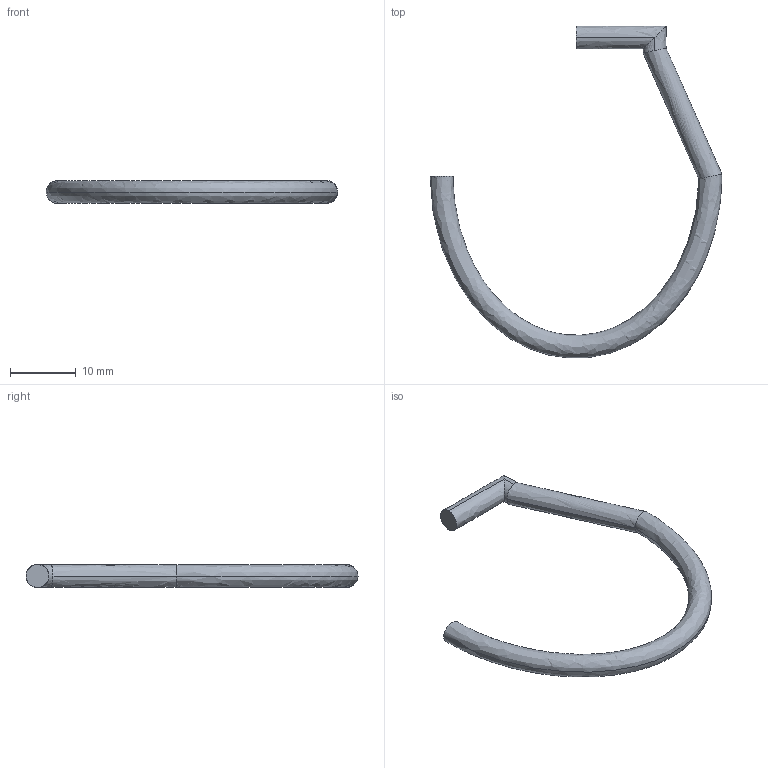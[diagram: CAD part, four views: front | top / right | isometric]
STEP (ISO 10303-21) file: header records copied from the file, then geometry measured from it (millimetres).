
FILE_DESCRIPTION (( 'STEP AP203' ), '1' );
FILE_NAME ('M5 - erp33360_KOPÝLYA3.IGS_Default_sldprt.STEP', '2023-01-17T08:12:49', ( '' ), ( '' ), 'SwSTEP 2.0', 'SolidWorks 2019', '' );
FILE_SCHEMA (( 'CONFIG_CONTROL_DESIGN' ));
Length unit declared in the file: millimetre
Products named in the file (1): M5 - erp33360_KOPÝLYA3.IGS_Default_sldprt
Bounding box: 44.5 x 50.67 x 3.5 mm (x, y, z)
Volume: 1041.8 mm3; surface area: 1210 mm2
Topology: 1 solids, 1 shells, 10 faces, 20 edges, 12 vertices
Faces by surface type: bspline 10
Entity records: 897 total; most frequent: CARTESIAN_POINT 693, ORIENTED_EDGE 40, EDGE_CURVE 20, B_SPLINE_CURVE_WITH_KNOTS 16, VERTEX_POINT 12, FACE_OUTER_BOUND 10, ADVANCED_FACE 10, EDGE_LOOP 10
